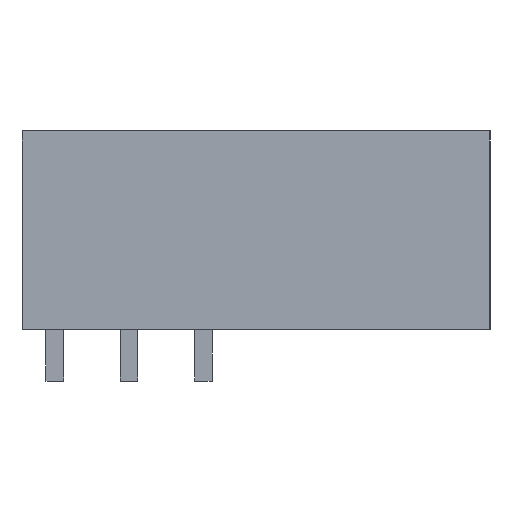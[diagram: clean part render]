
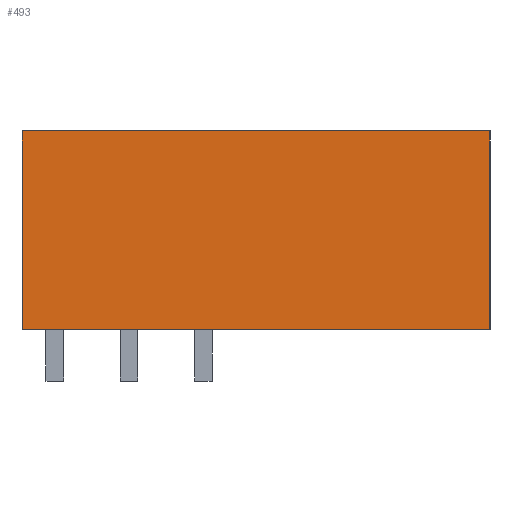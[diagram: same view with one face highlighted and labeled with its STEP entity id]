
A CAD part, left-side view. The second image highlights one B-rep face of the part: STEP entity #493.
In plain terms, the highlighted planar face has unit normal (-1, 0, 0).
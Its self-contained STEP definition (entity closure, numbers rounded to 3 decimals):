
#473=AXIS2_PLACEMENT_3D('Plane Axis2P3D',#470,#471,#472) ;
#40=CARTESIAN_POINT('Vertex',(0.,32.,3.5)) ;
#45=CARTESIAN_POINT('Line Origine',(0.,32.,10.3)) ;
#49=CARTESIAN_POINT('Vertex',(0.,32.,17.1)) ;
#162=CARTESIAN_POINT('Vertex',(0.,0.,3.5)) ;
#165=CARTESIAN_POINT('Line Origine',(0.,16.,3.5)) ;
#470=CARTESIAN_POINT('Axis2P3D Location',(0.,0.,17.1)) ;
#475=CARTESIAN_POINT('Line Origine',(0.,0.,10.3)) ;
#479=CARTESIAN_POINT('Vertex',(0.,0.,17.1)) ;
#482=CARTESIAN_POINT('Line Origine',(0.,16.,17.1)) ;
#46=DIRECTION('Vector Direction',(0.,0.,-1.)) ;
#166=DIRECTION('Vector Direction',(0.,1.,0.)) ;
#471=DIRECTION('Axis2P3D Direction',(1.,0.,0.)) ;
#472=DIRECTION('Axis2P3D XDirection',(0.,0.,-1.)) ;
#476=DIRECTION('Vector Direction',(0.,0.,-1.)) ;
#483=DIRECTION('Vector Direction',(0.,1.,0.)) ;
#47=VECTOR('Line Direction',#46,1.) ;
#167=VECTOR('Line Direction',#166,1.) ;
#477=VECTOR('Line Direction',#476,1.) ;
#484=VECTOR('Line Direction',#483,1.) ;
#488=ORIENTED_EDGE('',*,*,#51,.T.) ;
#489=ORIENTED_EDGE('',*,*,#169,.F.) ;
#490=ORIENTED_EDGE('',*,*,#481,.F.) ;
#491=ORIENTED_EDGE('',*,*,#486,.T.) ;
#493=ADVANCED_FACE('HOUSING',(#492),#474,.F.) ;
#51=EDGE_CURVE('',#50,#41,#48,.T.) ;
#169=EDGE_CURVE('',#163,#41,#168,.T.) ;
#481=EDGE_CURVE('',#480,#163,#478,.T.) ;
#486=EDGE_CURVE('',#480,#50,#485,.T.) ;
#487=EDGE_LOOP('',(#488,#489,#490,#491)) ;
#492=FACE_OUTER_BOUND('',#487,.T.) ;
#48=LINE('Line',#45,#47) ;
#168=LINE('Line',#165,#167) ;
#478=LINE('Line',#475,#477) ;
#485=LINE('Line',#482,#484) ;
#474=PLANE('',#473) ;
#41=VERTEX_POINT('',#40) ;
#50=VERTEX_POINT('',#49) ;
#163=VERTEX_POINT('',#162) ;
#480=VERTEX_POINT('',#479) ;
